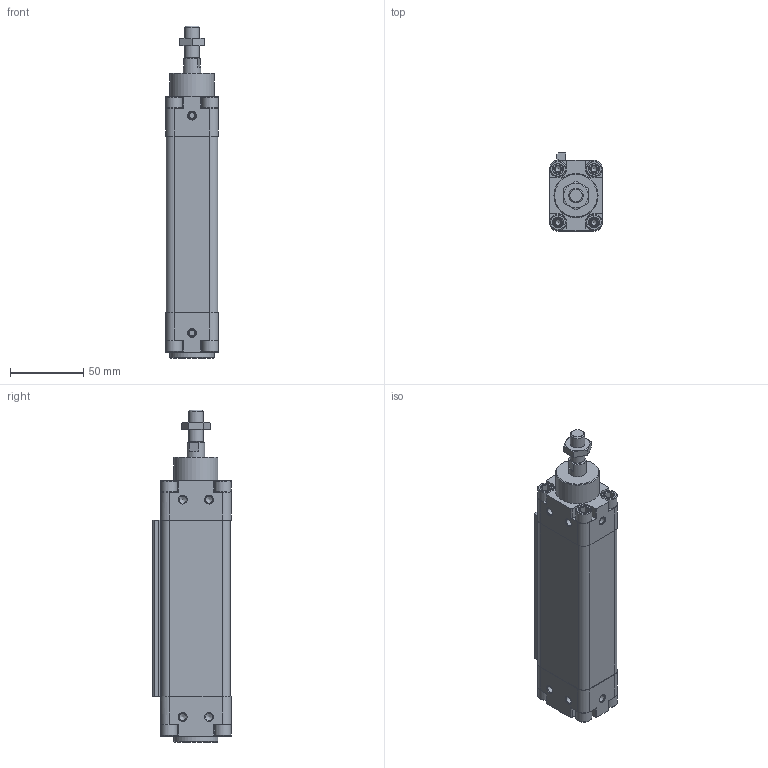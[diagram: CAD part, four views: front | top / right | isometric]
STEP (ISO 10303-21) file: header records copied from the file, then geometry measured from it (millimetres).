
FILE_DESCRIPTION(/* description */ ('STEP AP214'),/* implementation_level */ '2;1');
FILE_NAME(/* name */ '14044_DZH-32-80-PPV-A',/* time_stamp */ '2024-08-23T19:20:57+02:00',/* author */ ('License CC BY-ND 4.0'),/* organization */ ('CADENAS'),/* preprocessor_version */ 'ST-DEVELOPER v19.3',/* originating_system */ 'PARTsolutions',/* authorisation */ ' ');
FILE_SCHEMA (('AUTOMOTIVE_DESIGN {1 0 10303 214 3 1 1}'));
Length unit declared in the file: millimetre
Products named in the file (4): 14044 DZH-32-80-PPV-A---(0); 14044 DZH-32-80-PPV-A---(ZR); 14044 DZH-32-80-PPV-A---(KS); DIN-439-B - M10x1.25(F)
Assembly tree (3 placements, depth 2):
  14044 DZH-32-80-PPV-A---(0)
    14044 DZH-32-80-PPV-A---(ZR)
    14044 DZH-32-80-PPV-A---(KS)
    DIN-439-B - M10x1.25(F)
Bounding box: 36 x 53.3 x 226 mm (x, y, z)
Volume: 246566.6 mm3; surface area: 64651.9 mm2
Topology: 3 solids, 3 shells, 338 faces, 816 edges, 520 vertices
Faces by surface type: plane 162, cylinder 98, cone 64, torus 14
Full cylindrical faces by diameter (mm): 4.134 x8, 4.459 x2, 4.621 x2, 4.917 x10, 6 x2, 8 x2, 8.566 x2, 8.647 x1, 10 x1, 11.05 x8, 12 x2, 30 x2
Entity records: 9262 total; most frequent: CARTESIAN_POINT 1780, DIRECTION 1564, ORIENTED_EDGE 1342, EDGE_CURVE 671, AXIS2_PLACEMENT_3D 619, FACE_BOUND 504, VERTEX_POINT 503, EDGE_LOOP 492
